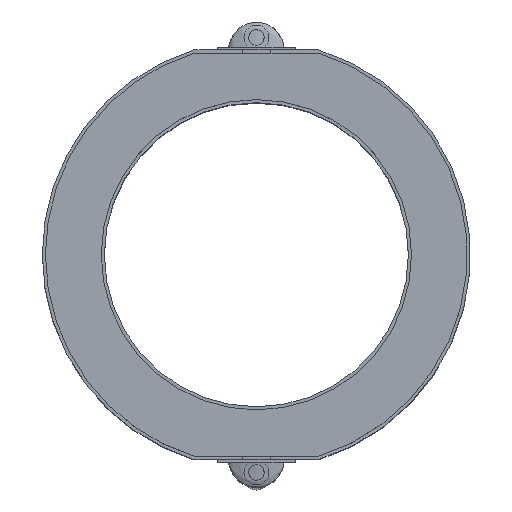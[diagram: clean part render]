
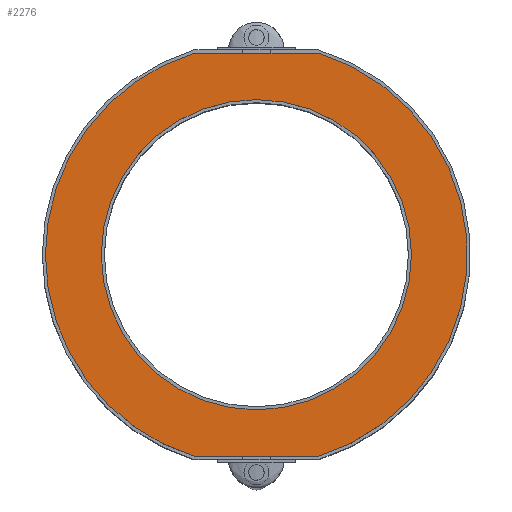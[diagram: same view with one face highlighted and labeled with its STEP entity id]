
A CAD part, top view. The second image highlights one B-rep face of the part: STEP entity #2276.
In plain terms, the highlighted planar face has unit normal (0, 0, 1).
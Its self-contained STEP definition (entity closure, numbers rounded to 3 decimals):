
#90 = DIRECTION ( 'NONE',  ( 0., 0., 1. ) ) ;
#92 = LINE ( 'NONE', #4401, #5037 ) ;
#122 = CARTESIAN_POINT ( 'NONE',  ( -1.997, -6.5, 10. ) ) ;
#240 = ORIENTED_EDGE ( 'NONE', *, *, #4278, .T. ) ;
#248 = EDGE_CURVE ( 'NONE', #920, #661, #2092, .T. ) ;
#259 = DIRECTION ( 'NONE',  ( 1., 0., 0. ) ) ;
#438 = CIRCLE ( 'NONE', #813, 6.8 ) ;
#461 = DIRECTION ( 'NONE',  ( 1., 0., 0. ) ) ;
#518 = VERTEX_POINT ( 'NONE', #1846 ) ;
#661 = VERTEX_POINT ( 'NONE', #4294 ) ;
#705 = ORIENTED_EDGE ( 'NONE', *, *, #4055, .T. ) ;
#813 = AXIS2_PLACEMENT_3D ( 'NONE', #2605, #4336, #461 ) ;
#882 = CARTESIAN_POINT ( 'NONE',  ( -1.997, 6.5, 10. ) ) ;
#920 = VERTEX_POINT ( 'NONE', #2670 ) ;
#1047 = DIRECTION ( 'NONE',  ( 1., 0., 0. ) ) ;
#1214 = CIRCLE ( 'NONE', #3117, 6.8 ) ;
#1340 = AXIS2_PLACEMENT_3D ( 'NONE', #3998, #90, #4028 ) ;
#1382 = CARTESIAN_POINT ( 'NONE',  ( 0., 0., 10. ) ) ;
#1450 = VERTEX_POINT ( 'NONE', #122 ) ;
#1455 = EDGE_LOOP ( 'NONE', ( #4033, #4256 ) ) ;
#1687 = ORIENTED_EDGE ( 'NONE', *, *, #2318, .T. ) ;
#1714 = DIRECTION ( 'NONE',  ( 1., 0., 0. ) ) ;
#1846 = CARTESIAN_POINT ( 'NONE',  ( -6.8, 0., 10. ) ) ;
#1965 = CARTESIAN_POINT ( 'NONE',  ( 0., 0., 10. ) ) ;
#2058 = EDGE_LOOP ( 'NONE', ( #2288, #240, #1687, #3426, #705 ) ) ;
#2092 = CIRCLE ( 'NONE', #3645, 5. ) ;
#2119 = VERTEX_POINT ( 'NONE', #3672 ) ;
#2173 = DIRECTION ( 'NONE',  ( 0., 0., 1. ) ) ;
#2276 = ADVANCED_FACE ( 'NONE', ( #4804, #3429 ), #3005, .T. ) ;
#2288 = ORIENTED_EDGE ( 'NONE', *, *, #3182, .T. ) ;
#2318 = EDGE_CURVE ( 'NONE', #2522, #518, #438, .T. ) ;
#2522 = VERTEX_POINT ( 'NONE', #882 ) ;
#2570 = VECTOR ( 'NONE', #4734, 1000. ) ;
#2605 = CARTESIAN_POINT ( 'NONE',  ( 0., 0., 10. ) ) ;
#2670 = CARTESIAN_POINT ( 'NONE',  ( -5., 0., 10. ) ) ;
#2690 = VERTEX_POINT ( 'NONE', #3260 ) ;
#2784 = CARTESIAN_POINT ( 'NONE',  ( 0., 0., 10. ) ) ;
#3005 = PLANE ( 'NONE',  #5381 ) ;
#3117 = AXIS2_PLACEMENT_3D ( 'NONE', #1965, #3711, #259 ) ;
#3182 = EDGE_CURVE ( 'NONE', #2690, #2119, #3246, .T. ) ;
#3246 = CIRCLE ( 'NONE', #1340, 6.8 ) ;
#3260 = CARTESIAN_POINT ( 'NONE',  ( 1.997, -6.5, 10. ) ) ;
#3416 = CARTESIAN_POINT ( 'NONE',  ( -1.997, 6.5, 10. ) ) ;
#3426 = ORIENTED_EDGE ( 'NONE', *, *, #4725, .T. ) ;
#3429 = FACE_OUTER_BOUND ( 'NONE', #2058, .T. ) ;
#3456 = DIRECTION ( 'NONE',  ( 0., 0., 1. ) ) ;
#3645 = AXIS2_PLACEMENT_3D ( 'NONE', #1382, #3456, #4719 ) ;
#3672 = CARTESIAN_POINT ( 'NONE',  ( 1.997, 6.5, 10. ) ) ;
#3677 = DIRECTION ( 'NONE',  ( 0., 0., 1. ) ) ;
#3711 = DIRECTION ( 'NONE',  ( 0., 0., 1. ) ) ;
#3777 = CIRCLE ( 'NONE', #5239, 5. ) ;
#3998 = CARTESIAN_POINT ( 'NONE',  ( 0., 0., 10. ) ) ;
#4028 = DIRECTION ( 'NONE',  ( 1., 0., 0. ) ) ;
#4033 = ORIENTED_EDGE ( 'NONE', *, *, #5085, .F. ) ;
#4055 = EDGE_CURVE ( 'NONE', #1450, #2690, #92, .T. ) ;
#4256 = ORIENTED_EDGE ( 'NONE', *, *, #248, .F. ) ;
#4278 = EDGE_CURVE ( 'NONE', #2119, #2522, #5611, .T. ) ;
#4294 = CARTESIAN_POINT ( 'NONE',  ( 5., 0., 10. ) ) ;
#4336 = DIRECTION ( 'NONE',  ( 0., 0., 1. ) ) ;
#4369 = CARTESIAN_POINT ( 'NONE',  ( 0., 0., 10. ) ) ;
#4401 = CARTESIAN_POINT ( 'NONE',  ( -1.997, -6.5, 10. ) ) ;
#4719 = DIRECTION ( 'NONE',  ( 1., 0., 0. ) ) ;
#4725 = EDGE_CURVE ( 'NONE', #518, #1450, #1214, .T. ) ;
#4734 = DIRECTION ( 'NONE',  ( -1., 0., 0. ) ) ;
#4804 = FACE_BOUND ( 'NONE', #1455, .T. ) ;
#5037 = VECTOR ( 'NONE', #5253, 1000. ) ;
#5085 = EDGE_CURVE ( 'NONE', #661, #920, #3777, .T. ) ;
#5239 = AXIS2_PLACEMENT_3D ( 'NONE', #2784, #3677, #1047 ) ;
#5253 = DIRECTION ( 'NONE',  ( 1., 0., 0. ) ) ;
#5381 = AXIS2_PLACEMENT_3D ( 'NONE', #4369, #2173, #1714 ) ;
#5611 = LINE ( 'NONE', #3416, #2570 ) ;
